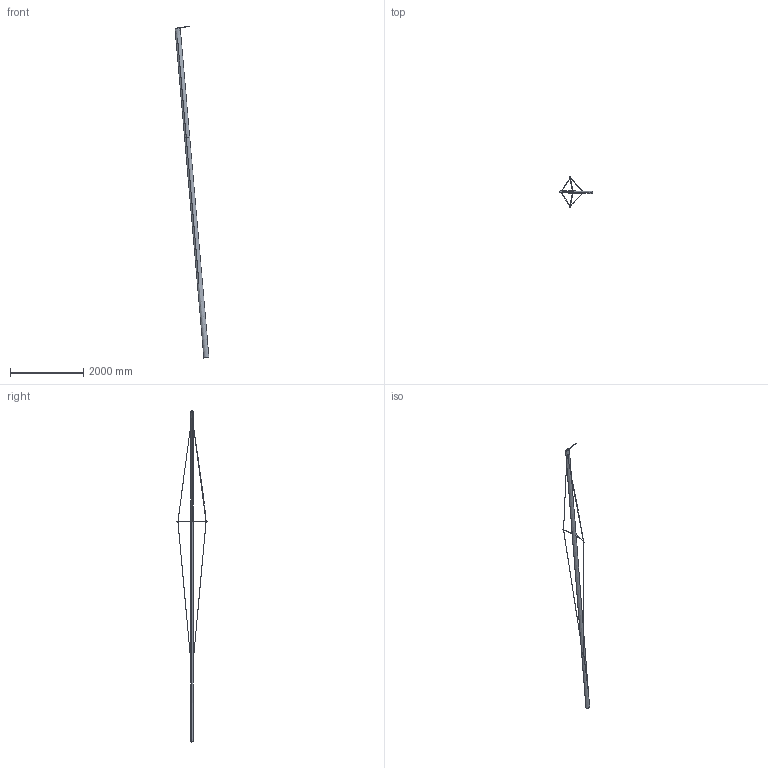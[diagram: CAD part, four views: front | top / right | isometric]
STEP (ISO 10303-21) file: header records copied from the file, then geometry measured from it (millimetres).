
FILE_DESCRIPTION(/* description */ (''),/* implementation_level */ '2;1');
FILE_NAME(/* name */ 'acatdnaf1xmodel.step',/* time_stamp */ '2020-12-31T15:31:01+01:00',/* author */ (''),/* organization */ (''),/* preprocessor_version */ 'ST-DEVELOPER v18.1',/* originating_system */ 'Autodesk Translation Framework v9.7.1.1290',/* authorisation */ '');
FILE_SCHEMA (('AUTOMOTIVE_DESIGN { 1 0 10303 214 3 1 1 }'));
Length unit declared in the file: millimetre
Products named in the file (3): acat; mast (1); mast
Assembly tree (2 placements, depth 3):
  acat
    mast (1)
      mast
Bounding box: 928.75 x 867.15 x 9081.77 mm (x, y, z)
Volume: 5961523.8 mm3; surface area: 5991875.3 mm2
Topology: 1 solids, 2 shells, 53 faces, 133 edges, 88 vertices
Faces by surface type: bspline 27, plane 22, cylinder 3, cone 1
Entity records: 2996 total; most frequent: CARTESIAN_POINT 1695, ORIENTED_EDGE 266, DIRECTION 190, EDGE_CURVE 133, VERTEX_POINT 88, EDGE_LOOP 71, AXIS2_PLACEMENT_3D 67, LINE 56
